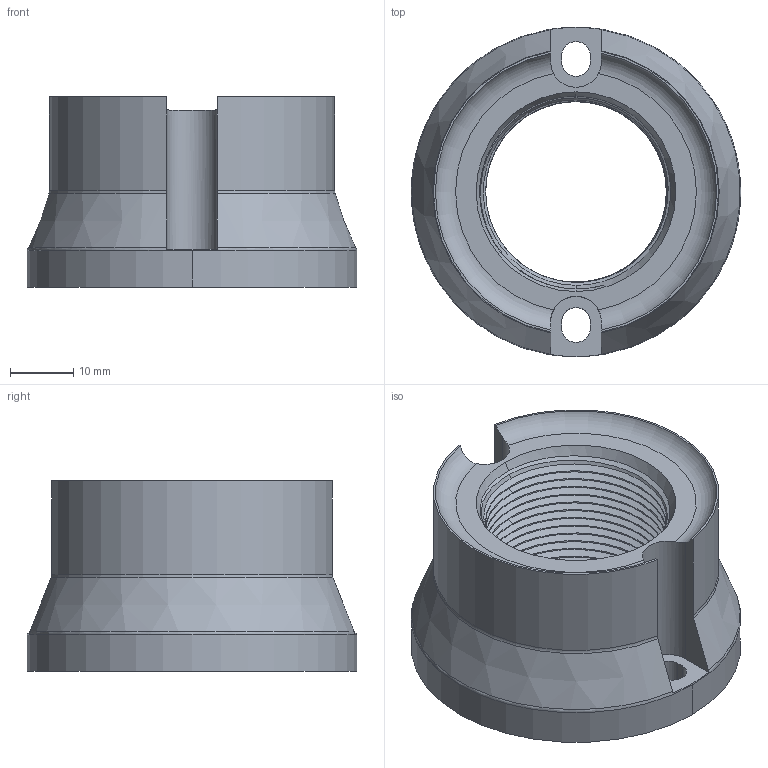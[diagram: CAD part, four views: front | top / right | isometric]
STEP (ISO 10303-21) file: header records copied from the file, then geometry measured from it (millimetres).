
FILE_DESCRIPTION((''),'2;1');
FILE_NAME('164283_SW','2012-04-03T',('banengservice'),('BANNER ENGINEERING'),'PRO/ENGINEER BY PARAMETRIC TECHNOLOGY CORPORATION, 2009141','PRO/ENGINEER BY PARAMETRIC TECHNOLOGY CORPORATION, 2009141','');
FILE_SCHEMA(('CONFIG_CONTROL_DESIGN'));
Length unit declared in the file: inch
Products named in the file (1): 164283_SW
Bounding box: 52 x 52 x 30 mm (x, y, z)
Volume: 28778.3 mm3; surface area: 12182.3 mm2
Topology: 1 solids, 1 shells, 79 faces, 217 edges, 140 vertices
Faces by surface type: cylinder 43, plane 14, bspline 10, torus 6, cone 6
Entity records: 6989 total; most frequent: CARTESIAN_POINT 5128, ORIENTED_EDGE 434, DIRECTION 292, EDGE_CURVE 217, VERTEX_POINT 140, AXIS2_PLACEMENT_3D 107, B_SPLINE_CURVE_WITH_KNOTS 101, EDGE_LOOP 85
